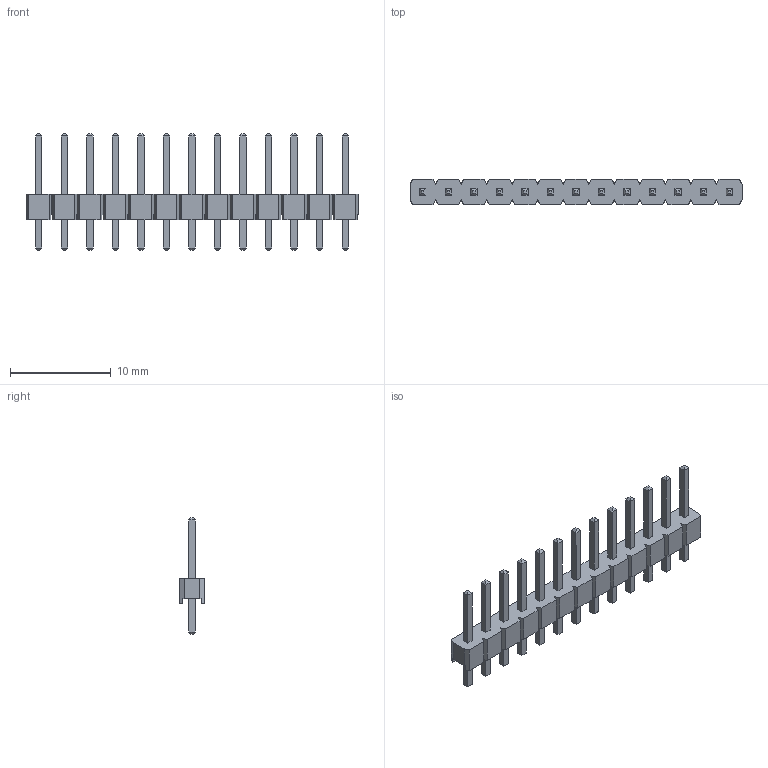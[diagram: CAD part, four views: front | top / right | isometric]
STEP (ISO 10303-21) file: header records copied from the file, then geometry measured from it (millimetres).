
FILE_DESCRIPTION(/* description */ ('Unknown'),/* implementation_level */ '2;1');
FILE_NAME(/* name */ 'J_Wurth_WR-PHD_61301311121',/* time_stamp */ '2025-04-01T14:09:54+08:00',/* author */ ('Unknown'),/* organization */ ('Unknown'),/* preprocessor_version */ 'ST-DEVELOPER v19.4',/* originating_system */ 'Solid Edge',/* authorisation */ 'Unknown');
FILE_SCHEMA (('AUTOMOTIVE_DESIGN {1 0 10303 214 3 1 1}'));
Length unit declared in the file: millimetre
Products named in the file (2): J_Wurth_WR-PHD_61301311121
Assembly tree (1 placements, depth 2):
  J_Wurth_WR-PHD_61301311121
    J_Wurth_WR-PHD_61301311121
Bounding box: 33.02 x 2.54 x 11.54 mm (x, y, z)
Volume: 224.7 mm3; surface area: 710.3 mm2
Topology: 1 solids, 1 shells, 368 faces, 916 edges, 576 vertices
Faces by surface type: plane 368
Entity records: 13187 total; most frequent: CARTESIAN_POINT 1862, ORIENTED_EDGE 1832, DIRECTION 1656, EDGE_CURVE 916, LINE 916, VECTOR 916, VERTEX_POINT 576, EDGE_LOOP 394
